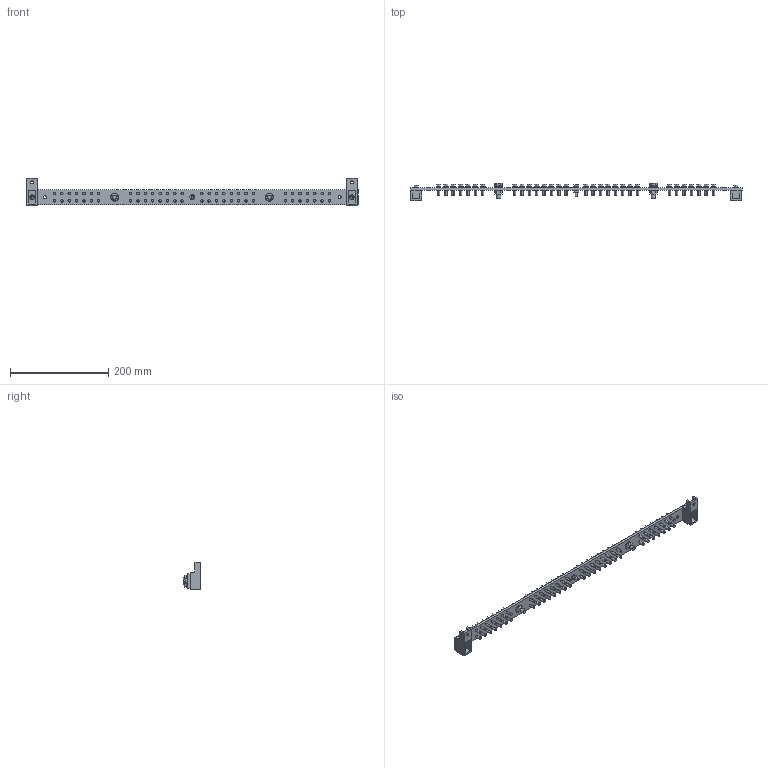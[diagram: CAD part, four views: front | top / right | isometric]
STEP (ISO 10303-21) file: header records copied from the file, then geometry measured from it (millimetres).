
FILE_DESCRIPTION (( 'STEP AP203' ), '1' );
FILE_NAME ('U5003673005 Øèíà çàçåìëåíèÿ 5õ30õ676 (60õÌ5) LC2 RS52 (1øò) (000.402.032).STEP', '2022-04-25T10:43:58', ( '' ), ( '' ), 'SwSTEP 2.0', 'SolidWorks 2017', '' );
FILE_SCHEMA (( 'CONFIG_CONTROL_DESIGN' ));
Length unit declared in the file: millimetre
Products named in the file (12): 鍔錓_7798_M8x25; 鍔錓_7798_M5x20; 060-206 Øèíà çàçåìëåíèÿ_03; U5003673005 Øèíà çàçåìëåíèÿ 5õ30õ676 (60õÌ5) LC2 RS52 (1øò) (000.402.032); 蹴濋趌5915_M8; 嵑殧趌11371_8; 嵑殧趌6402_5; 蹴濋趌5915_M5; 022-30 Èçîëÿòîð øèíû_00; 042-03 Ýòèêåòêà çíàêà çàçåìëåíèÿ_00; 嵑殧趌11371_5; 嵑殧趌6402_8
Assembly tree (267 placements, depth 2):
  U5003673005 Øèíà çàçåìëåíèÿ 5õ30õ676 (60õÌ5) LC2 RS52 (1øò) (000.402.032)
    060-206 Øèíà çàçåìëåíèÿ_03
    022-30 Èçîëÿòîð øèíû_00  x2
    蹴濋趌5915_M5  x3
    嵑殧趌11371_5  x126
    鍔錓_7798_M5x20  x63
    嵑殧趌11371_8  x4
    鍔錓_7798_M8x25  x2
    嵑殧趌6402_8  x2
    嵑殧趌6402_5  x61
    042-03 Ýòèêåòêà çíàêà çàçåìëåíèÿ_00
    蹴濋趌5915_M8  x2
Bounding box: 676 x 36.1 x 56 mm (x, y, z)
Volume: 173038.8 mm3; surface area: 130191.9 mm2
Topology: 267 solids, 267 shells, 2266 faces, 4861 edges, 3196 vertices
Faces by surface type: cylinder 1070, plane 1062, cone 134
Entity records: 21237 total; most frequent: DIRECTION 2747, CARTESIAN_POINT 2193, ORIENTED_EDGE 1898, AXIS2_PLACEMENT_3D 1142, EDGE_CURVE 949, LOCAL_TIME 594, COORDINATED_UNIVERSAL_TIME_OFFSET 594, CALENDAR_DATE 594
